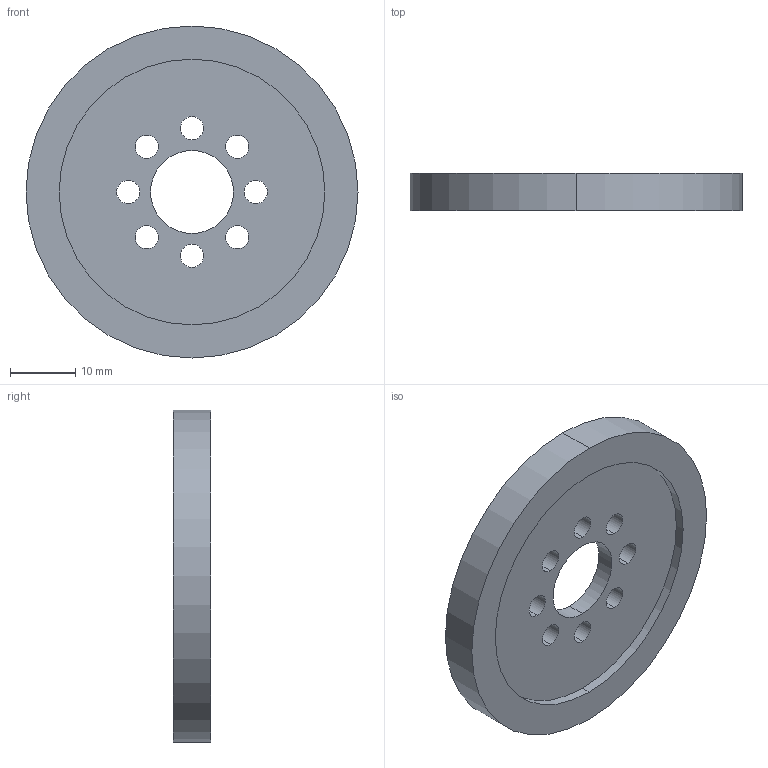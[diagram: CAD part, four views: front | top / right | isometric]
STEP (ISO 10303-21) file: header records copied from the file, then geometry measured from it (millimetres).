
FILE_DESCRIPTION (( 'STEP AP203' ), '1' );
FILE_NAME ('595711 assembly.STEP', '2016-08-29T14:29:08', ( '' ), ( '' ), 'SwSTEP 2.0', 'SolidWorks 2014', '' );
FILE_SCHEMA (( 'CONFIG_CONTROL_DESIGN' ));
Length unit declared in the file: inch
Products named in the file (3): 595711 wheel; 636102 for 2in precision disk wheel; 595711 assembly
Assembly tree (2 placements, depth 2):
  595711 assembly
    595711 wheel
    636102 for 2in precision disk wheel
Bounding box: 50.8 x 5.71 x 50.8 mm (x, y, z)
Volume: 7218.4 mm3; surface area: 8238.6 mm2
Topology: 2 solids, 2 shells, 34 faces, 84 edges, 56 vertices
Faces by surface type: cylinder 28, plane 6
Entity records: 1395 total; most frequent: DIRECTION 218, CARTESIAN_POINT 179, ORIENTED_EDGE 168, AXIS2_PLACEMENT_3D 95, EDGE_CURVE 84, EDGE_LOOP 56, CIRCLE 56, VERTEX_POINT 56
